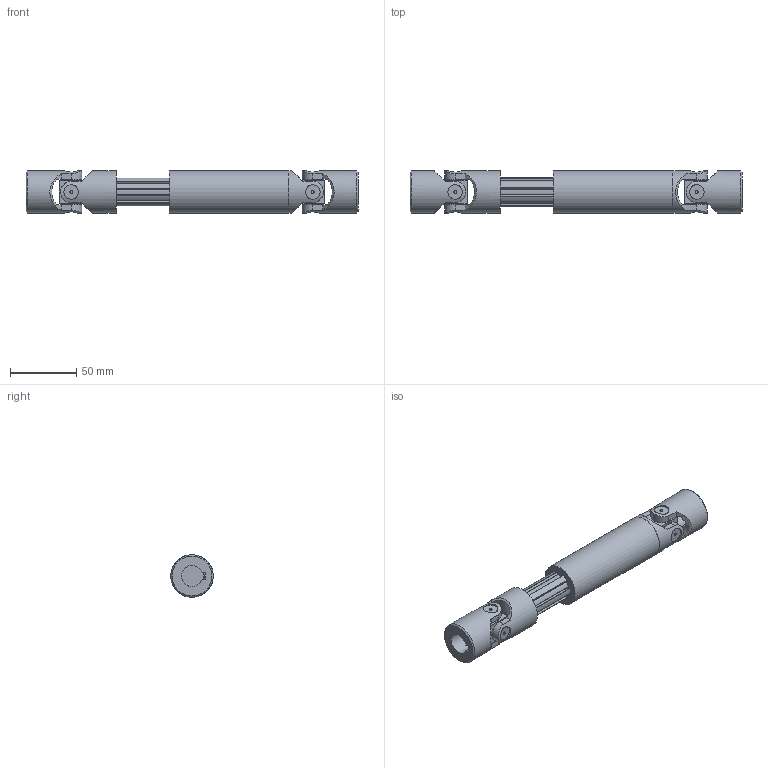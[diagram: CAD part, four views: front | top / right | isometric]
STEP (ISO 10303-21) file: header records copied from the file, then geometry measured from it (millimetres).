
FILE_DESCRIPTION( ( 'STEP AP214' ), '1' );
FILE_NAME( 'SG0A_1615_2_14b.stp', ' ', ( ' ' ), ( ' ' ), 'PSStep 15.0.47', 'PARTsolutions', ' ' );
FILE_SCHEMA( ( 'AUTOMOTIVE_DESIGN { 1 0 10303 214 1 1 1 1 }' ) );
Length unit declared in the file: millimetre
Products named in the file (5): SG0A 1615; HI_1GA15-00-1; HI_1GA15-2; HI_1GA15-00-3; HI_1GA15-4
Assembly tree (6 placements, depth 2):
  SG0A 1615
    HI_1GA15-00-1  x2
    HI_1GA15-2  x2
    HI_1GA15-00-3
    HI_1GA15-4
Bounding box: 250 x 32 x 32 mm (x, y, z)
Volume: 133217.9 mm3; surface area: 46517.4 mm2
Topology: 6 solids, 6 shells, 214 faces, 535 edges, 362 vertices
Faces by surface type: plane 119, cylinder 89, torus 4, cone 2
Full cylindrical faces by diameter (mm): 2.2 x8, 11 x8, 15.5 x8, 27 x1, 31.8 x1, 32 x5
Entity records: 7569 total; most frequent: CARTESIAN_POINT 1905, DIRECTION 903, ORIENTED_EDGE 816, EDGE_CURVE 408, AXIS2_PLACEMENT_3D 334, VERTEX_POINT 286, LINE 235, VECTOR 235
